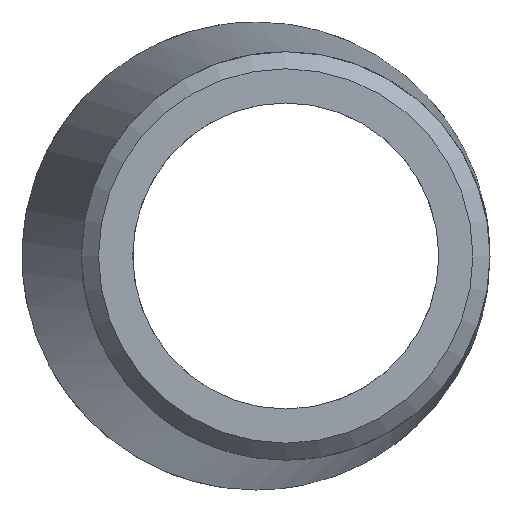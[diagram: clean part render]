
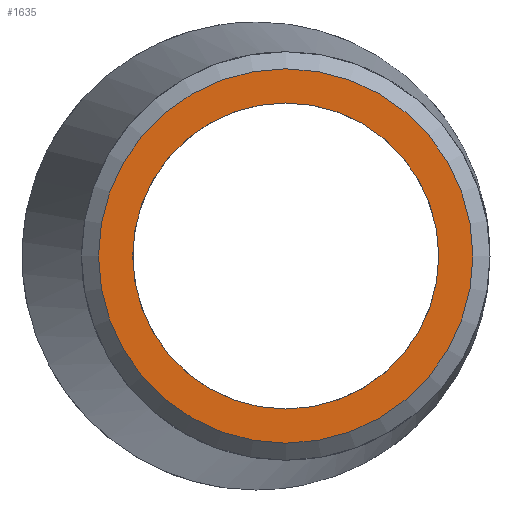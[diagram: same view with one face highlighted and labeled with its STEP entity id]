
A CAD part, left-side view. The second image highlights one B-rep face of the part: STEP entity #1635.
In plain terms, the highlighted planar face has unit normal (-1, 0, 0).
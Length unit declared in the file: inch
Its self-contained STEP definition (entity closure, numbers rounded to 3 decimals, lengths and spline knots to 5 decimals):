
#65 = EDGE_CURVE ( 'NONE', #988, #988, #301, .T. ) ;
#79 = AXIS2_PLACEMENT_3D ( 'NONE', #353, #717, #242 ) ;
#228 = FACE_OUTER_BOUND ( 'NONE', #1107, .T. ) ;
#242 = DIRECTION ( 'NONE',  ( 0., 0., -1. ) ) ;
#249 = EDGE_CURVE ( 'NONE', #1658, #1658, #907, .T. ) ;
#301 = CIRCLE ( 'NONE', #335, 3.14961 ) ;
#335 = AXIS2_PLACEMENT_3D ( 'NONE', #1091, #919, #1736 ) ;
#348 = CARTESIAN_POINT ( 'NONE',  ( 0., -0.5, -2.5748 ) ) ;
#353 = CARTESIAN_POINT ( 'NONE',  ( 0., -0.5, 0. ) ) ;
#692 = ORIENTED_EDGE ( 'NONE', *, *, #249, .T. ) ;
#717 = DIRECTION ( 'NONE',  ( 1., 0., 0. ) ) ;
#839 = DIRECTION ( 'NONE',  ( 0., 0., -1. ) ) ;
#907 = CIRCLE ( 'NONE', #79, 2.5748 ) ;
#919 = DIRECTION ( 'NONE',  ( 1., 0., 0. ) ) ;
#958 = DIRECTION ( 'NONE',  ( 1., 0., 0. ) ) ;
#969 = PLANE ( 'NONE',  #1282 ) ;
#988 = VERTEX_POINT ( 'NONE', #1682 ) ;
#1091 = CARTESIAN_POINT ( 'NONE',  ( 0., -0.5, 0. ) ) ;
#1107 = EDGE_LOOP ( 'NONE', ( #1749 ) ) ;
#1282 = AXIS2_PLACEMENT_3D ( 'NONE', #1812, #958, #839 ) ;
#1513 = FACE_BOUND ( 'NONE', #2034, .T. ) ;
#1635 = ADVANCED_FACE ( 'NONE', ( #1513, #228 ), #969, .F. ) ;
#1658 = VERTEX_POINT ( 'NONE', #348 ) ;
#1682 = CARTESIAN_POINT ( 'NONE',  ( 0., -0.5, -3.14961 ) ) ;
#1736 = DIRECTION ( 'NONE',  ( 0., 0., -1. ) ) ;
#1749 = ORIENTED_EDGE ( 'NONE', *, *, #65, .F. ) ;
#1812 = CARTESIAN_POINT ( 'NONE',  ( 0., 0., 0. ) ) ;
#2034 = EDGE_LOOP ( 'NONE', ( #692 ) ) ;
